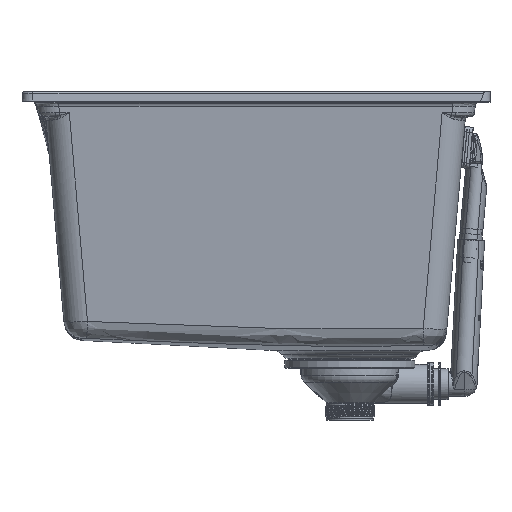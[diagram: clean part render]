
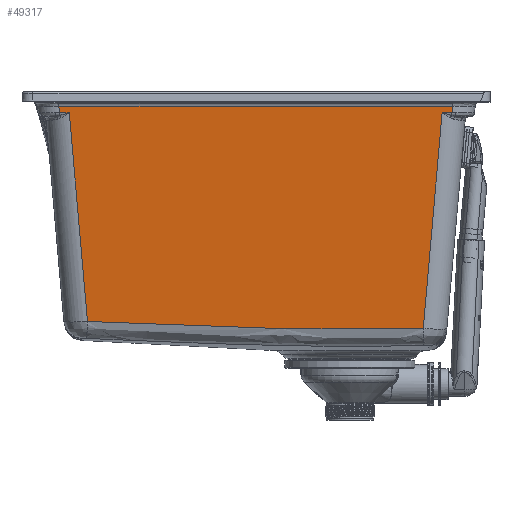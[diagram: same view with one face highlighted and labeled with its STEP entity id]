
A CAD part, front view. The second image highlights one B-rep face of the part: STEP entity #49317.
In plain terms, the highlighted planar face has unit normal (0, -0.996, -0.087).
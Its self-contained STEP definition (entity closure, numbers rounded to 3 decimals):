
#1734=B_SPLINE_CURVE_WITH_KNOTS('',3,(#93351,#93352,#93353,#93354,#93355,
#93356,#93357,#93358),.UNSPECIFIED.,.F.,.F.,(4,1,1,1,1,4),(0.,4.647,
13.94,23.233,26.717,32.526),
 .UNSPECIFIED.);
#7255=FACE_OUTER_BOUND('',#10086,.T.);
#10086=EDGE_LOOP('',(#41556,#41557,#41558,#41559,#41560,#41561,#41562,#41563));
#13634=LINE('',#90231,#17175);
#13673=LINE('',#92739,#17214);
#13681=LINE('',#93345,#17222);
#13682=LINE('',#93347,#17223);
#13683=LINE('',#93349,#17224);
#13684=LINE('',#93359,#17225);
#13685=LINE('',#93360,#17226);
#17175=VECTOR('',#64988,10.);
#17214=VECTOR('',#65217,10.);
#17222=VECTOR('',#65313,10.);
#17223=VECTOR('',#65316,10.);
#17224=VECTOR('',#65317,10.);
#17225=VECTOR('',#65318,10.);
#17226=VECTOR('',#65319,10.);
#21421=VERTEX_POINT('',#90225);
#21422=VERTEX_POINT('',#90229);
#21535=VERTEX_POINT('',#92646);
#21539=VERTEX_POINT('',#92735);
#21542=VERTEX_POINT('',#92767);
#21572=VERTEX_POINT('',#93341);
#21573=VERTEX_POINT('',#93348);
#21574=VERTEX_POINT('',#93350);
#28195=EDGE_CURVE('',#21422,#21421,#13634,.T.);
#28392=EDGE_CURVE('',#21535,#21539,#13673,.T.);
#28457=EDGE_CURVE('',#21572,#21542,#13681,.T.);
#28458=EDGE_CURVE('',#21422,#21539,#13682,.T.);
#28459=EDGE_CURVE('',#21535,#21573,#13683,.T.);
#28460=EDGE_CURVE('',#21574,#21573,#1734,.T.);
#28461=EDGE_CURVE('',#21542,#21574,#13684,.T.);
#28462=EDGE_CURVE('',#21572,#21421,#13685,.T.);
#41556=ORIENTED_EDGE('',*,*,#28195,.F.);
#41557=ORIENTED_EDGE('',*,*,#28458,.T.);
#41558=ORIENTED_EDGE('',*,*,#28392,.F.);
#41559=ORIENTED_EDGE('',*,*,#28459,.T.);
#41560=ORIENTED_EDGE('',*,*,#28460,.F.);
#41561=ORIENTED_EDGE('',*,*,#28461,.F.);
#41562=ORIENTED_EDGE('',*,*,#28457,.F.);
#41563=ORIENTED_EDGE('',*,*,#28462,.T.);
#46907=PLANE('',#53754);
#49317=ADVANCED_FACE('',(#7255),#46907,.T.);
#53754=AXIS2_PLACEMENT_3D('',#93346,#65314,#65315);
#64988=DIRECTION('',(1.,0.,0.));
#65217=DIRECTION('',(-1.,0.,0.));
#65313=DIRECTION('',(-1.,0.,0.));
#65314=DIRECTION('center_axis',(0.,-0.996,
-0.087));
#65315=DIRECTION('ref_axis',(-1.,0.,0.));
#65316=DIRECTION('',(0.087,0.087,-0.992));
#65317=DIRECTION('',(0.087,0.087,-0.992));
#65318=DIRECTION('',(-0.087,0.087,-0.992));
#65319=DIRECTION('',(0.087,-0.087,0.992));
#90225=CARTESIAN_POINT('',(186.036,-379.992,-14.108));
#90229=CARTESIAN_POINT('',(-195.116,-379.992,-14.108));
#90231=CARTESIAN_POINT('',(114.01,-379.992,-14.108));
#92646=CARTESIAN_POINT('',(-185.074,-379.446,-20.349));
#92735=CARTESIAN_POINT('',(-194.57,-379.446,-20.349));
#92739=CARTESIAN_POINT('',(-1.665,-379.446,-20.349));
#92767=CARTESIAN_POINT('',(175.994,-379.446,-20.349));
#93341=CARTESIAN_POINT('',(185.49,-379.446,-20.349));
#93345=CARTESIAN_POINT('',(190.785,-379.446,-20.349));
#93346=CARTESIAN_POINT('Origin',(193.66,-381.173,-0.61));
#93347=CARTESIAN_POINT('',(-194.884,-379.76,-16.767));
#93348=CARTESIAN_POINT('',(-167.393,-361.765,-222.447));
#93349=CARTESIAN_POINT('',(-185.427,-379.799,-16.315));
#93350=CARTESIAN_POINT('',(157.72,-361.172,-229.222));
#93351=CARTESIAN_POINT('Ctrl Pts',(157.72,-361.172,-229.222));
#93352=CARTESIAN_POINT('Ctrl Pts',(142.235,-361.142,-229.571));
#93353=CARTESIAN_POINT('Ctrl Pts',(95.775,-361.072,-230.364));
#93354=CARTESIAN_POINT('Ctrl Pts',(18.327,-361.132,-229.679));
#93355=CARTESIAN_POINT('Ctrl Pts',(-55.203,-361.353,
-227.163));
#93356=CARTESIAN_POINT('Ctrl Pts',(-117.106,-361.569,-224.686));
#93357=CARTESIAN_POINT('Ctrl Pts',(-148.052,-361.689,-223.321));
#93358=CARTESIAN_POINT('Ctrl Pts',(-167.393,-361.765,
-222.447));
#93359=CARTESIAN_POINT('',(176.476,-379.929,-14.833));
#93360=CARTESIAN_POINT('',(184.476,-378.433,-31.933));
